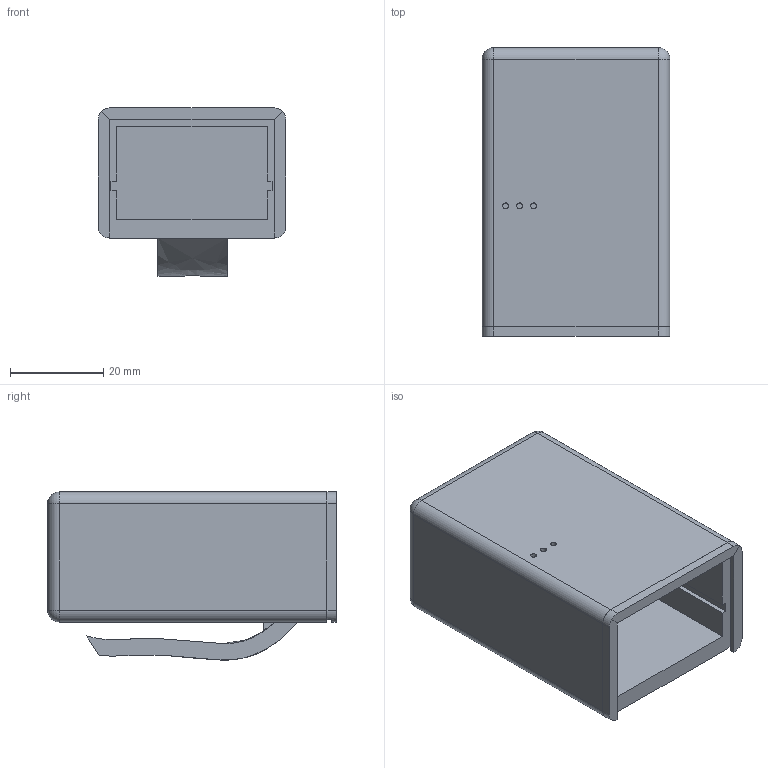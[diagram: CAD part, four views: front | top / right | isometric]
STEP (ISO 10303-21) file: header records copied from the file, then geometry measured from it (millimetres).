
FILE_DESCRIPTION(('FreeCAD Model'),'2;1');
FILE_NAME('Open CASCADE Shape Model','2023-02-14T01:29:58',(''),(''), 'Open CASCADE STEP processor 7.6','FreeCAD','Unknown');
FILE_SCHEMA(('AUTOMOTIVE_DESIGN { 1 0 10303 214 1 1 1 1 }'));
Length unit declared in the file: millimetre
Products named in the file (5): Enclosure; MainBody; Top Rail; Back Close; Clip
Assembly tree (4 placements, depth 2):
  Enclosure
    MainBody
    Top Rail
    Back Close
    Clip
Bounding box: 40.34 x 62 x 36.12 mm (x, y, z)
Volume: 33478.1 mm3; surface area: 19754.9 mm2
Topology: 4 solids, 4 shells, 76 faces, 194 edges, 122 vertices
Faces by surface type: plane 53, cylinder 17, sphere 4, bspline 2
Full cylindrical faces by diameter (mm): 1.25 x3
Entity records: 6560 total; most frequent: CARTESIAN_POINT 2644, DIRECTION 694, LINE 451, VECTOR 451, ORIENTED_EDGE 380, PCURVE 380, DEFINITIONAL_REPRESENTATION 380, EDGE_CURVE 190
